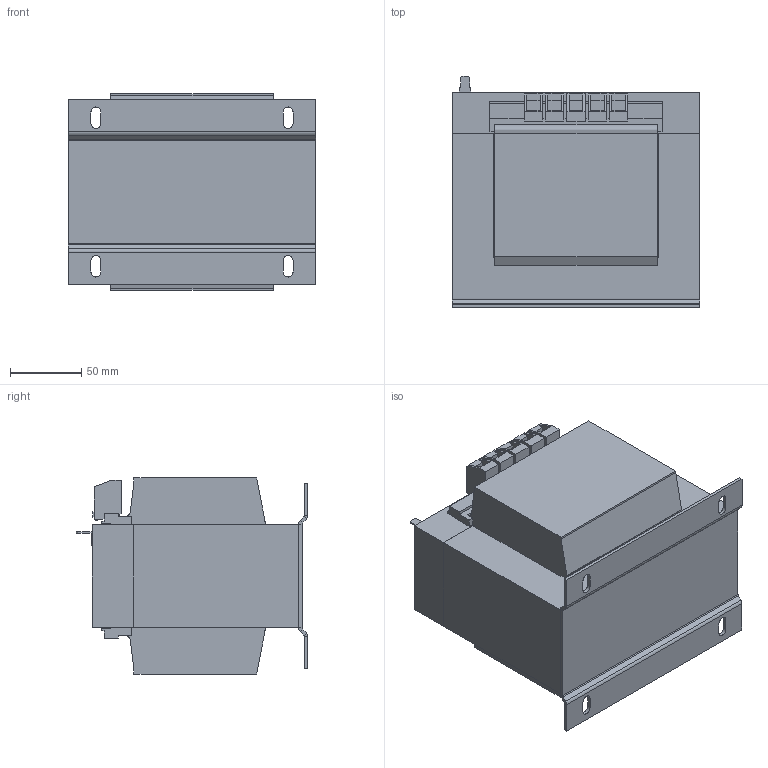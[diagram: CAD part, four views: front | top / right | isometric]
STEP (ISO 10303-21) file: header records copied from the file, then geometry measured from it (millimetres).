
FILE_DESCRIPTION (( 'STEP AP214' ), '1' );
FILE_NAME ('491761.STEP', '2022-06-28T09:19:53', ( '' ), ( '' ), 'SwSTEP 2.0', 'SolidWorks 2018', '' );
FILE_SCHEMA (( 'AUTOMOTIVE_DESIGN' ));
Length unit declared in the file: millimetre
Products named in the file (1): 491761
Bounding box: 174.1 x 162.8 x 138 mm (x, y, z)
Volume: 2600143.2 mm3; surface area: 210068.3 mm2
Topology: 1 solids, 1 shells, 368 faces, 982 edges, 632 vertices
Faces by surface type: plane 327, cylinder 41
Entity records: 11262 total; most frequent: CARTESIAN_POINT 1983, ORIENTED_EDGE 1964, DIRECTION 1802, EDGE_CURVE 982, LINE 900, VECTOR 900, VERTEX_POINT 632, AXIS2_PLACEMENT_3D 451
